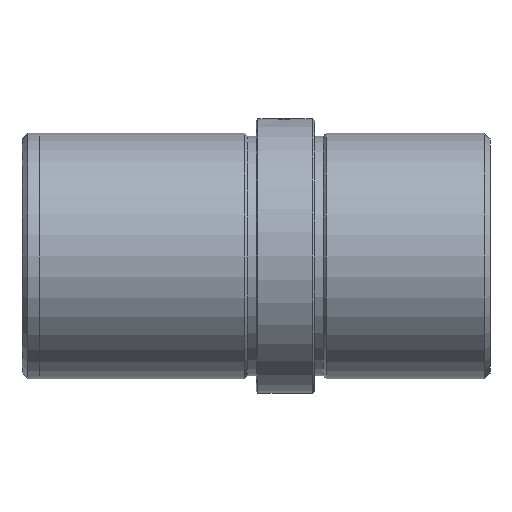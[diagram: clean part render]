
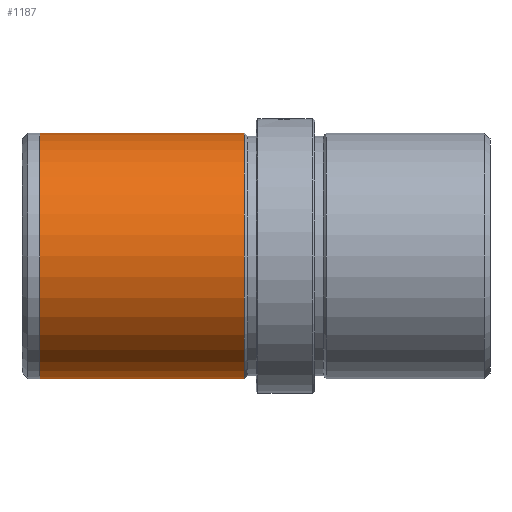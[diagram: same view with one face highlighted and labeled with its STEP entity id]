
A CAD part, left-side view. The second image highlights one B-rep face of the part: STEP entity #1187.
In plain terms, the highlighted cylindrical face has radius 21 mm (diameter 42 mm), a partial arc.
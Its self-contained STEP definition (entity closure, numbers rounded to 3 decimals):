
#67 = VERTEX_POINT ( 'NONE', #808 ) ;
#146 = VERTEX_POINT ( 'NONE', #2116 ) ;
#153 = VERTEX_POINT ( 'NONE', #1298 ) ;
#174 = AXIS2_PLACEMENT_3D ( 'NONE', #1627, #354, #1508 ) ;
#191 = VERTEX_POINT ( 'NONE', #582 ) ;
#291 = CIRCLE ( 'NONE', #174, 21. ) ;
#297 = EDGE_LOOP ( 'NONE', ( #1057, #1637, #1458, #982 ) ) ;
#354 = DIRECTION ( 'NONE',  ( 0., -1., 0. ) ) ;
#414 = LINE ( 'NONE', #1713, #846 ) ;
#559 = CARTESIAN_POINT ( 'NONE',  ( 0., 42., 0. ) ) ;
#568 = DIRECTION ( 'NONE',  ( 0., -1., 0. ) ) ;
#582 = CARTESIAN_POINT ( 'NONE',  ( 0., 42., 21. ) ) ;
#618 = EDGE_CURVE ( 'NONE', #146, #153, #291, .T. ) ;
#730 = DIRECTION ( 'NONE',  ( 0., 0., -1. ) ) ;
#808 = CARTESIAN_POINT ( 'NONE',  ( 0., 42., -21. ) ) ;
#846 = VECTOR ( 'NONE', #568, 1000. ) ;
#979 = AXIS2_PLACEMENT_3D ( 'NONE', #2034, #1530, #1695 ) ;
#982 = ORIENTED_EDGE ( 'NONE', *, *, #1807, .F. ) ;
#1029 = LINE ( 'NONE', #1093, #1905 ) ;
#1057 = ORIENTED_EDGE ( 'NONE', *, *, #1230, .F. ) ;
#1093 = CARTESIAN_POINT ( 'NONE',  ( 0., 0., -21. ) ) ;
#1187 = ADVANCED_FACE ( 'NONE', ( #1397 ), #1775, .T. ) ;
#1230 = EDGE_CURVE ( 'NONE', #146, #191, #414, .T. ) ;
#1298 = CARTESIAN_POINT ( 'NONE',  ( 0., 77., -21. ) ) ;
#1395 = CIRCLE ( 'NONE', #1457, 21. ) ;
#1397 = FACE_OUTER_BOUND ( 'NONE', #297, .T. ) ;
#1457 = AXIS2_PLACEMENT_3D ( 'NONE', #559, #1698, #730 ) ;
#1458 = ORIENTED_EDGE ( 'NONE', *, *, #1988, .T. ) ;
#1508 = DIRECTION ( 'NONE',  ( 0., 0., -1. ) ) ;
#1530 = DIRECTION ( 'NONE',  ( 0., -1., 0. ) ) ;
#1627 = CARTESIAN_POINT ( 'NONE',  ( 0., 77., 0. ) ) ;
#1637 = ORIENTED_EDGE ( 'NONE', *, *, #618, .T. ) ;
#1695 = DIRECTION ( 'NONE',  ( 0., 0., -1. ) ) ;
#1698 = DIRECTION ( 'NONE',  ( 0., -1., 0. ) ) ;
#1713 = CARTESIAN_POINT ( 'NONE',  ( 0., 0., 21. ) ) ;
#1752 = DIRECTION ( 'NONE',  ( 0., -1., 0. ) ) ;
#1775 = CYLINDRICAL_SURFACE ( 'NONE', #979, 21. ) ;
#1807 = EDGE_CURVE ( 'NONE', #191, #67, #1395, .T. ) ;
#1905 = VECTOR ( 'NONE', #1752, 1000. ) ;
#1988 = EDGE_CURVE ( 'NONE', #153, #67, #1029, .T. ) ;
#2034 = CARTESIAN_POINT ( 'NONE',  ( 0., 0., 0. ) ) ;
#2116 = CARTESIAN_POINT ( 'NONE',  ( 0., 77., 21. ) ) ;
